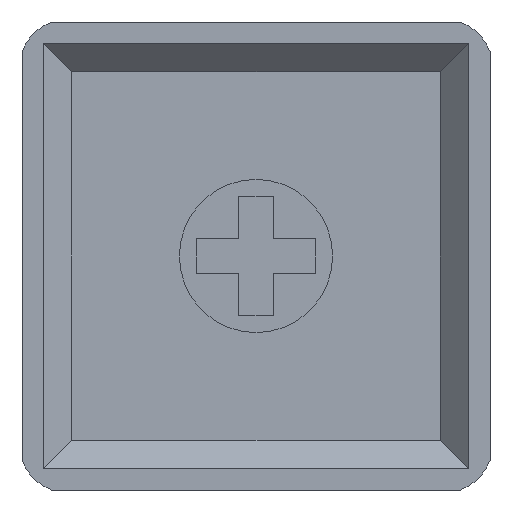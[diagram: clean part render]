
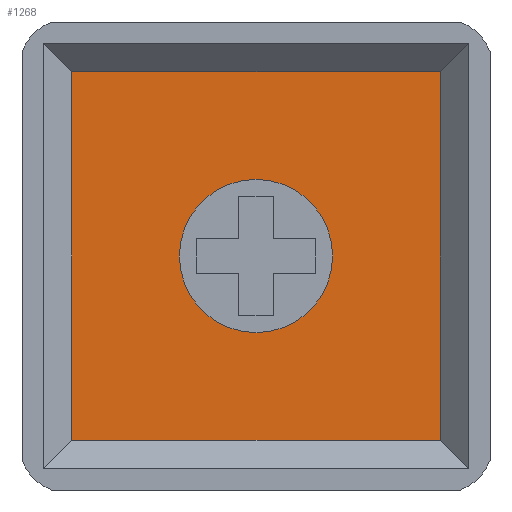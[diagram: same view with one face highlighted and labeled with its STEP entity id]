
A CAD part, front view. The second image highlights one B-rep face of the part: STEP entity #1268.
In plain terms, the highlighted planar face has unit normal (0, -1, 0).
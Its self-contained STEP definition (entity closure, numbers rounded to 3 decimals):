
#20=FACE_BOUND('',#433,.T.);
#31=PLANE('',#1328);
#75=CIRCLE('',#1329,2.7);
#127=LINE('',#2951,#220);
#128=LINE('',#2954,#221);
#130=LINE('',#2958,#223);
#131=LINE('',#2959,#224);
#220=VECTOR('',#1476,10.);
#221=VECTOR('',#1479,10.);
#223=VECTOR('',#1483,10.);
#224=VECTOR('',#1484,10.);
#353=FACE_OUTER_BOUND('',#432,.T.);
#432=EDGE_LOOP('',(#1111,#1112,#1113,#1114));
#433=EDGE_LOOP('',(#1115));
#618=VERTEX_POINT('',#2947);
#619=VERTEX_POINT('',#2949);
#620=VERTEX_POINT('',#2953);
#621=VERTEX_POINT('',#2957);
#622=VERTEX_POINT('',#2960);
#790=EDGE_CURVE('',#619,#618,#127,.T.);
#791=EDGE_CURVE('',#618,#620,#128,.T.);
#793=EDGE_CURVE('',#621,#619,#130,.T.);
#794=EDGE_CURVE('',#620,#621,#131,.T.);
#795=EDGE_CURVE('',#622,#622,#75,.T.);
#1111=ORIENTED_EDGE('',*,*,#790,.F.);
#1112=ORIENTED_EDGE('',*,*,#793,.F.);
#1113=ORIENTED_EDGE('',*,*,#794,.F.);
#1114=ORIENTED_EDGE('',*,*,#791,.F.);
#1115=ORIENTED_EDGE('',*,*,#795,.F.);
#1268=ADVANCED_FACE('',(#353,#20),#31,.F.);
#1328=AXIS2_PLACEMENT_3D('',#2956,#1481,#1482);
#1329=AXIS2_PLACEMENT_3D('',#2961,#1485,#1486);
#1476=DIRECTION('',(1.,0.,0.));
#1479=DIRECTION('',(0.,0.,-1.));
#1481=DIRECTION('center_axis',(0.,1.,0.));
#1482=DIRECTION('ref_axis',(-1.,0.,0.));
#1483=DIRECTION('',(0.,0.,1.));
#1484=DIRECTION('',(-1.,0.,0.));
#1485=DIRECTION('center_axis',(0.,-1.,0.));
#1486=DIRECTION('ref_axis',(1.,0.,0.));
#2947=CARTESIAN_POINT('',(6.5,2.3,6.5));
#2949=CARTESIAN_POINT('',(-6.5,2.3,6.5));
#2951=CARTESIAN_POINT('',(-3.75,2.3,6.5));
#2953=CARTESIAN_POINT('',(6.5,2.3,-6.5));
#2954=CARTESIAN_POINT('',(6.5,2.3,3.75));
#2956=CARTESIAN_POINT('Origin',(0.,2.3,0.));
#2957=CARTESIAN_POINT('',(-6.5,2.3,-6.5));
#2958=CARTESIAN_POINT('',(-6.5,2.3,-3.75));
#2959=CARTESIAN_POINT('',(3.75,2.3,-6.5));
#2960=CARTESIAN_POINT('',(-2.7,2.3,0.));
#2961=CARTESIAN_POINT('Origin',(0.,2.3,0.));
